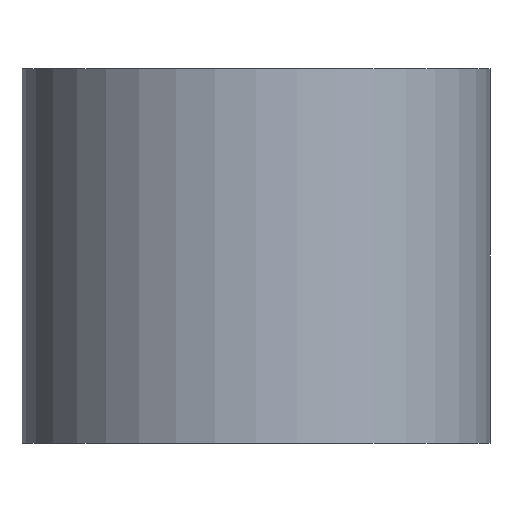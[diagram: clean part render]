
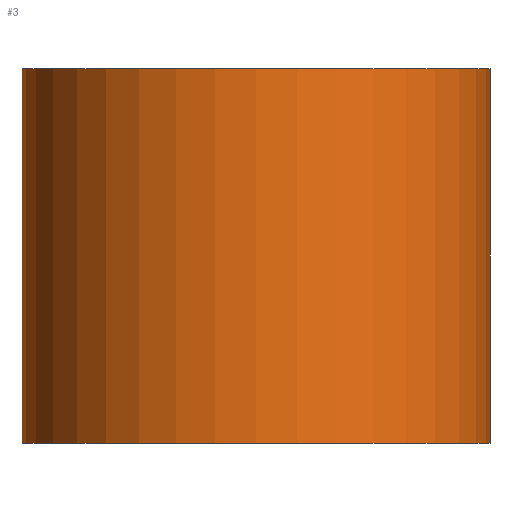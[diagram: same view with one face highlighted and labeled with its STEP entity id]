
A CAD part, front view. The second image highlights one B-rep face of the part: STEP entity #3.
In plain terms, the highlighted cylindrical face has radius 12.5 mm (diameter 25 mm), a partial arc.
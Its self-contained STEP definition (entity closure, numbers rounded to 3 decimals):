
#3 = ADVANCED_FACE ( 'NONE', ( #211 ), #123, .T. ) ;
#15 = EDGE_CURVE ( 'NONE', #79, #116, #173, .T. ) ;
#24 = EDGE_CURVE ( 'NONE', #92, #82, #201, .T. ) ;
#30 = AXIS2_PLACEMENT_3D ( 'NONE', #80, #94, #78 ) ;
#35 = EDGE_CURVE ( 'NONE', #79, #92, #208, .T. ) ;
#37 = AXIS2_PLACEMENT_3D ( 'NONE', #98, #260, #423 ) ;
#45 = EDGE_CURVE ( 'NONE', #116, #82, #188, .T. ) ;
#51 = AXIS2_PLACEMENT_3D ( 'NONE', #445, #375, #453 ) ;
#78 = DIRECTION ( 'NONE',  ( -1., 0., 0. ) ) ;
#79 = VERTEX_POINT ( 'NONE', #409 ) ;
#80 = CARTESIAN_POINT ( 'NONE',  ( 0., 0., 20. ) ) ;
#82 = VERTEX_POINT ( 'NONE', #324 ) ;
#92 = VERTEX_POINT ( 'NONE', #249 ) ;
#94 = DIRECTION ( 'NONE',  ( 0., 0., -1. ) ) ;
#98 = CARTESIAN_POINT ( 'NONE',  ( 0., 0., 20. ) ) ;
#116 = VERTEX_POINT ( 'NONE', #274 ) ;
#119 = ORIENTED_EDGE ( 'NONE', *, *, #15, .F. ) ;
#123 = CYLINDRICAL_SURFACE ( 'NONE', #30, 12.5 ) ;
#139 = ORIENTED_EDGE ( 'NONE', *, *, #24, .T. ) ;
#144 = VECTOR ( 'NONE', #265, 1000. ) ;
#173 = CIRCLE ( 'NONE', #37, 12.5 ) ;
#180 = ORIENTED_EDGE ( 'NONE', *, *, #45, .F. ) ;
#188 = LINE ( 'NONE', #277, #194 ) ;
#194 = VECTOR ( 'NONE', #261, 1000. ) ;
#201 = CIRCLE ( 'NONE', #51, 12.5 ) ;
#208 = LINE ( 'NONE', #417, #144 ) ;
#211 = FACE_OUTER_BOUND ( 'NONE', #227, .T. ) ;
#224 = ORIENTED_EDGE ( 'NONE', *, *, #35, .T. ) ;
#227 = EDGE_LOOP ( 'NONE', ( #180, #119, #224, #139 ) ) ;
#249 = CARTESIAN_POINT ( 'NONE',  ( -12.5, 0., 0. ) ) ;
#260 = DIRECTION ( 'NONE',  ( 0., 0., 1. ) ) ;
#261 = DIRECTION ( 'NONE',  ( 0., 0., -1. ) ) ;
#265 = DIRECTION ( 'NONE',  ( 0., 0., -1. ) ) ;
#274 = CARTESIAN_POINT ( 'NONE',  ( 12.5, 0., 20. ) ) ;
#277 = CARTESIAN_POINT ( 'NONE',  ( 12.5, 0., 20. ) ) ;
#324 = CARTESIAN_POINT ( 'NONE',  ( 12.5, 0., 0. ) ) ;
#375 = DIRECTION ( 'NONE',  ( 0., 0., 1. ) ) ;
#409 = CARTESIAN_POINT ( 'NONE',  ( -12.5, 0., 20. ) ) ;
#417 = CARTESIAN_POINT ( 'NONE',  ( -12.5, 0., 20. ) ) ;
#423 = DIRECTION ( 'NONE',  ( 1., 0., 0. ) ) ;
#445 = CARTESIAN_POINT ( 'NONE',  ( 0., 0., 0. ) ) ;
#453 = DIRECTION ( 'NONE',  ( 1., 0., 0. ) ) ;
